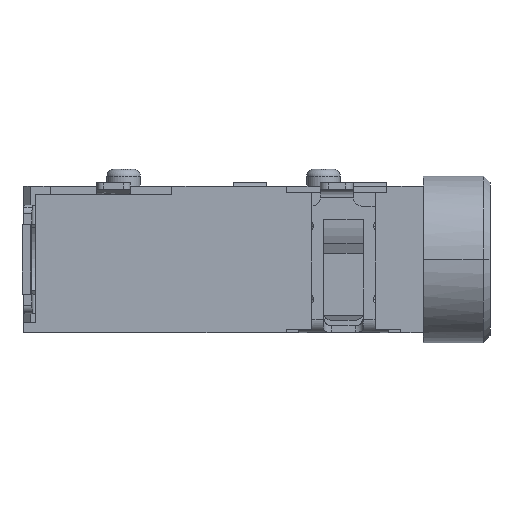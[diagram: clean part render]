
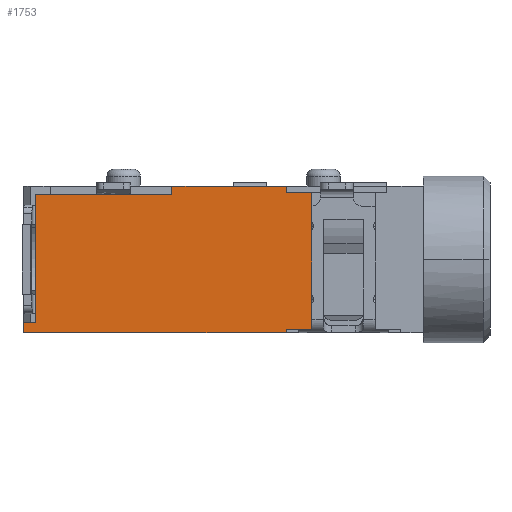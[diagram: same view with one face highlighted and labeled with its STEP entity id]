
A CAD part, front view. The second image highlights one B-rep face of the part: STEP entity #1753.
In plain terms, the highlighted planar face has unit normal (0, -1, 0).
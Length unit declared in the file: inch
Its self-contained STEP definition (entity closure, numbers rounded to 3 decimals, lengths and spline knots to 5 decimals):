
#240 = EDGE_CURVE ( 'NONE', #18259, #15620, #17206, .T. ) ;
#279 = ORIENTED_EDGE ( 'NONE', *, *, #4457, .F. ) ;
#450 = EDGE_CURVE ( 'NONE', #2065, #2243, #7014, .T. ) ;
#534 = VECTOR ( 'NONE', #10934, 39.37008 ) ;
#710 = LINE ( 'NONE', #9730, #534 ) ;
#1315 = CARTESIAN_POINT ( 'NONE',  ( 2.21029, 0.36489, 0.01181 ) ) ;
#1341 = FACE_OUTER_BOUND ( 'NONE', #19476, .T. ) ;
#1542 = DIRECTION ( 'NONE',  ( 0., 0., -1. ) ) ;
#1753 = ADVANCED_FACE ( 'NONE', ( #1341 ), #13562, .T. ) ;
#2065 = VERTEX_POINT ( 'NONE', #1315 ) ;
#2243 = VERTEX_POINT ( 'NONE', #18740 ) ;
#2770 = VECTOR ( 'NONE', #3295, 39.37008 ) ;
#2945 = VECTOR ( 'NONE', #5398, 39.37008 ) ;
#2949 = DIRECTION ( 'NONE',  ( -1., 0., 0. ) ) ;
#3171 = ORIENTED_EDGE ( 'NONE', *, *, #19756, .T. ) ;
#3295 = DIRECTION ( 'NONE',  ( 0., 0., 1. ) ) ;
#3508 = ORIENTED_EDGE ( 'NONE', *, *, #18436, .T. ) ;
#3519 = ORIENTED_EDGE ( 'NONE', *, *, #240, .T. ) ;
#3737 = CARTESIAN_POINT ( 'NONE',  ( 2.37171, 0.36489, 0.16339 ) ) ;
#3815 = ORIENTED_EDGE ( 'NONE', *, *, #11468, .F. ) ;
#3872 = CARTESIAN_POINT ( 'NONE',  ( 2.37171, 0.36489, 0.17323 ) ) ;
#4017 = VECTOR ( 'NONE', #2949, 39.37008 ) ;
#4457 = EDGE_CURVE ( 'NONE', #2243, #7019, #5660, .T. ) ;
#4816 = DIRECTION ( 'NONE',  ( 1., 0., 0. ) ) ;
#5088 = ORIENTED_EDGE ( 'NONE', *, *, #7454, .F. ) ;
#5398 = DIRECTION ( 'NONE',  ( 1., 0., 0. ) ) ;
#5660 = LINE ( 'NONE', #14880, #12793 ) ;
#5708 = LINE ( 'NONE', #16131, #18051 ) ;
#5717 = LINE ( 'NONE', #9116, #15151 ) ;
#5945 = DIRECTION ( 'NONE',  ( 0., -1., 0. ) ) ;
#6321 = VERTEX_POINT ( 'NONE', #16323 ) ;
#6441 = ORIENTED_EDGE ( 'NONE', *, *, #11804, .T. ) ;
#6504 = CARTESIAN_POINT ( 'NONE',  ( 2.19651, 0.36489, 0. ) ) ;
#6701 = VERTEX_POINT ( 'NONE', #3872 ) ;
#6938 = DIRECTION ( 'NONE',  ( 1., 0., 0. ) ) ;
#7014 = LINE ( 'NONE', #10017, #17829 ) ;
#7019 = VERTEX_POINT ( 'NONE', #12931 ) ;
#7144 = CARTESIAN_POINT ( 'NONE',  ( 2.50754, 0.36489, 0.16535 ) ) ;
#7248 = ORIENTED_EDGE ( 'NONE', *, *, #16664, .T. ) ;
#7454 = EDGE_CURVE ( 'NONE', #12343, #2065, #17430, .T. ) ;
#7663 = LINE ( 'NONE', #18187, #4017 ) ;
#7913 = VECTOR ( 'NONE', #16882, 39.37008 ) ;
#7919 = LINE ( 'NONE', #6504, #16248 ) ;
#7969 = CARTESIAN_POINT ( 'NONE',  ( 2.53706, 0.36489, 0.00394 ) ) ;
#8212 = EDGE_CURVE ( 'NONE', #8216, #18259, #5708, .T. ) ;
#8216 = VERTEX_POINT ( 'NONE', #17949 ) ;
#9112 = VERTEX_POINT ( 'NONE', #16777 ) ;
#9116 = CARTESIAN_POINT ( 'NONE',  ( 2.50675, 0.36489, 0. ) ) ;
#9730 = CARTESIAN_POINT ( 'NONE',  ( 2.19651, 0.36489, 0.01181 ) ) ;
#9812 = CARTESIAN_POINT ( 'NONE',  ( 2.19651, 0.36489, 0.01181 ) ) ;
#10017 = CARTESIAN_POINT ( 'NONE',  ( 2.21029, 0.36489, 0.01181 ) ) ;
#10658 = LINE ( 'NONE', #10755, #7913 ) ;
#10730 = VECTOR ( 'NONE', #15962, 39.37008 ) ;
#10737 = VERTEX_POINT ( 'NONE', #17632 ) ;
#10755 = CARTESIAN_POINT ( 'NONE',  ( 2.50754, 0.36489, 0.17323 ) ) ;
#10934 = DIRECTION ( 'NONE',  ( 0., 0., -1. ) ) ;
#11067 = VERTEX_POINT ( 'NONE', #17610 ) ;
#11268 = ORIENTED_EDGE ( 'NONE', *, *, #18738, .F. ) ;
#11468 = EDGE_CURVE ( 'NONE', #6321, #15620, #19173, .T. ) ;
#11804 = EDGE_CURVE ( 'NONE', #10737, #11067, #7919, .T. ) ;
#12100 = EDGE_CURVE ( 'NONE', #9112, #6321, #10658, .T. ) ;
#12343 = VERTEX_POINT ( 'NONE', #13817 ) ;
#12752 = ORIENTED_EDGE ( 'NONE', *, *, #450, .F. ) ;
#12793 = VECTOR ( 'NONE', #16477, 39.37008 ) ;
#12931 = CARTESIAN_POINT ( 'NONE',  ( 2.37171, 0.36489, 0.16339 ) ) ;
#13148 = ORIENTED_EDGE ( 'NONE', *, *, #12100, .F. ) ;
#13320 = DIRECTION ( 'NONE',  ( 0., 0., 1. ) ) ;
#13562 = PLANE ( 'NONE',  #16260 ) ;
#13721 = DIRECTION ( 'NONE',  ( 0., 0., 1. ) ) ;
#13817 = CARTESIAN_POINT ( 'NONE',  ( 2.19651, 0.36489, 0.01181 ) ) ;
#14880 = CARTESIAN_POINT ( 'NONE',  ( 2.21029, 0.36489, 0.16339 ) ) ;
#15151 = VECTOR ( 'NONE', #13721, 39.37008 ) ;
#15620 = VERTEX_POINT ( 'NONE', #16185 ) ;
#15897 = VECTOR ( 'NONE', #6938, 39.37008 ) ;
#15962 = DIRECTION ( 'NONE',  ( 0., 0., 1. ) ) ;
#16131 = CARTESIAN_POINT ( 'NONE',  ( 2.50675, 0.36489, 0.00394 ) ) ;
#16185 = CARTESIAN_POINT ( 'NONE',  ( 2.53706, 0.36489, 0.16535 ) ) ;
#16248 = VECTOR ( 'NONE', #4816, 39.37008 ) ;
#16260 = AXIS2_PLACEMENT_3D ( 'NONE', #19498, #5945, #1542 ) ;
#16323 = CARTESIAN_POINT ( 'NONE',  ( 2.50754, 0.36489, 0.16535 ) ) ;
#16477 = DIRECTION ( 'NONE',  ( 1., 0., 0. ) ) ;
#16664 = EDGE_CURVE ( 'NONE', #11067, #8216, #5717, .T. ) ;
#16777 = CARTESIAN_POINT ( 'NONE',  ( 2.50754, 0.36489, 0.17323 ) ) ;
#16882 = DIRECTION ( 'NONE',  ( 0., 0., -1. ) ) ;
#17109 = CARTESIAN_POINT ( 'NONE',  ( 2.53706, 0.36489, 0.00394 ) ) ;
#17206 = LINE ( 'NONE', #17109, #2770 ) ;
#17430 = LINE ( 'NONE', #9812, #2945 ) ;
#17471 = LINE ( 'NONE', #3737, #10730 ) ;
#17610 = CARTESIAN_POINT ( 'NONE',  ( 2.50675, 0.36489, 0. ) ) ;
#17632 = CARTESIAN_POINT ( 'NONE',  ( 2.19651, 0.36489, 0. ) ) ;
#17829 = VECTOR ( 'NONE', #13320, 39.37008 ) ;
#17842 = DIRECTION ( 'NONE',  ( 1., 0., 0. ) ) ;
#17949 = CARTESIAN_POINT ( 'NONE',  ( 2.50675, 0.36489, 0.00394 ) ) ;
#18051 = VECTOR ( 'NONE', #17842, 39.37008 ) ;
#18187 = CARTESIAN_POINT ( 'NONE',  ( 2.50754, 0.36489, 0.17323 ) ) ;
#18259 = VERTEX_POINT ( 'NONE', #7969 ) ;
#18436 = EDGE_CURVE ( 'NONE', #9112, #6701, #7663, .T. ) ;
#18738 = EDGE_CURVE ( 'NONE', #7019, #6701, #17471, .T. ) ;
#18740 = CARTESIAN_POINT ( 'NONE',  ( 2.21029, 0.36489, 0.16339 ) ) ;
#19173 = LINE ( 'NONE', #7144, #15897 ) ;
#19458 = ORIENTED_EDGE ( 'NONE', *, *, #8212, .T. ) ;
#19476 = EDGE_LOOP ( 'NONE', ( #3815, #13148, #3508, #11268, #279, #12752, #5088, #3171, #6441, #7248, #19458, #3519 ) ) ;
#19498 = CARTESIAN_POINT ( 'NONE',  ( 2.5351, 0.36489, 0. ) ) ;
#19756 = EDGE_CURVE ( 'NONE', #12343, #10737, #710, .T. ) ;
